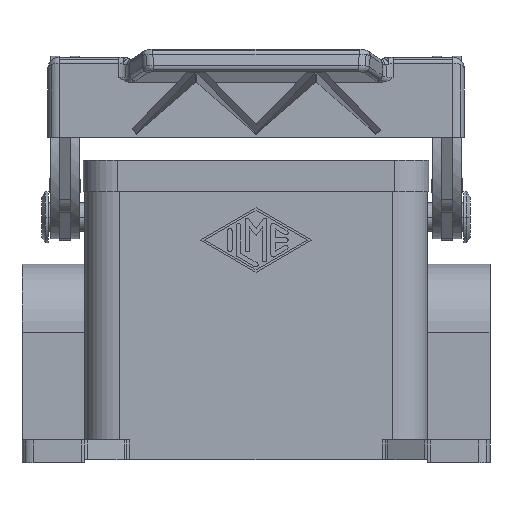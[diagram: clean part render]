
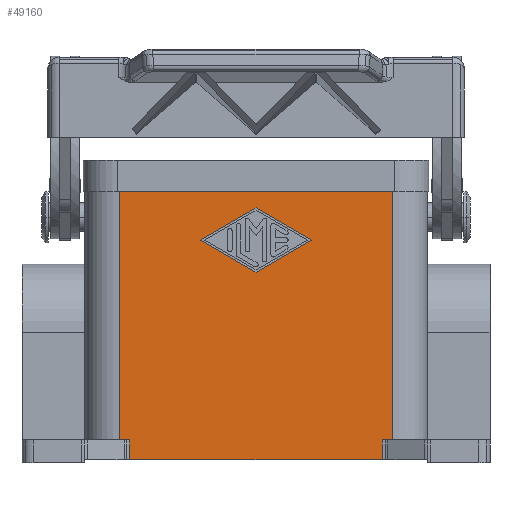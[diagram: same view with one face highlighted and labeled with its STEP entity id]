
A CAD part, front view. The second image highlights one B-rep face of the part: STEP entity #49160.
In plain terms, the highlighted planar face has unit normal (0, -1, 0).
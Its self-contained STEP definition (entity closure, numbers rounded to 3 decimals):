
#41780=CARTESIAN_POINT('',(-22.103,-21.75,-23.5));
#41790=VERTEX_POINT('',#41780);
#41820=CARTESIAN_POINT('',(22.103,-21.75,-23.5));
#41830=DIRECTION('',(-1.,0.,0.));
#41840=VECTOR('',#41830,44.206);
#41850=LINE('',#41820,#41840);
#41860=CARTESIAN_POINT('',(22.103,-21.75,-23.5));
#41870=VERTEX_POINT('',#41860);
#41880=EDGE_CURVE('',#41870,#41790,#41850,.T.);
#44870=CARTESIAN_POINT('',(-24.,-21.75,-20.));
#44880=VERTEX_POINT('',#44870);
#44910=CARTESIAN_POINT('',(-24.,-21.75,-20.));
#44920=DIRECTION('',(1.,0.,0.));
#44930=VECTOR('',#44920,1.897);
#44940=LINE('',#44910,#44930);
#44950=CARTESIAN_POINT('',(-22.103,-21.75,-20.));
#44960=VERTEX_POINT('',#44950);
#44970=EDGE_CURVE('',#44880,#44960,#44940,.T.);
#48170=CARTESIAN_POINT('',(22.103,-21.75,-20.));
#48180=DIRECTION('',(0.,0.,-1.));
#48190=VECTOR('',#48180,3.5);
#48200=LINE('',#48170,#48190);
#48210=CARTESIAN_POINT('',(22.103,-21.75,-20.));
#48220=VERTEX_POINT('',#48210);
#48230=EDGE_CURVE('',#48220,#41870,#48200,.T.);
#48360=CARTESIAN_POINT('',(24.,-21.75,1.5));
#48370=DIRECTION('',(0.,-1.,0.));
#48380=DIRECTION('',(0.,0.,-1.));
#48390=AXIS2_PLACEMENT_3D('',#48360,#48370,#48380);
#48400=PLANE('',#48390);
#48410=ORIENTED_EDGE('',*,*,#41880,.F.);
#48420=CARTESIAN_POINT('',(-22.103,-21.75,-23.5));
#48430=DIRECTION('',(0.,0.,1.));
#48440=VECTOR('',#48430,3.5);
#48450=LINE('',#48420,#48440);
#48460=EDGE_CURVE('',#41790,#44960,#48450,.T.);
#48470=ORIENTED_EDGE('',*,*,#48460,.F.);
#48480=ORIENTED_EDGE('',*,*,#44970,.T.);
#48490=CARTESIAN_POINT('',(-24.,-21.75,-20.));
#48500=DIRECTION('',(0.,0.,1.));
#48510=VECTOR('',#48500,43.5);
#48520=LINE('',#48490,#48510);
#48530=CARTESIAN_POINT('',(-24.,-21.75,23.5));
#48540=VERTEX_POINT('',#48530);
#48550=EDGE_CURVE('',#44880,#48540,#48520,.T.);
#48560=ORIENTED_EDGE('',*,*,#48550,.F.);
#48570=CARTESIAN_POINT('',(24.,-21.75,23.5));
#48580=DIRECTION('',(-1.,0.,0.));
#48590=VECTOR('',#48580,48.);
#48600=LINE('',#48570,#48590);
#48610=CARTESIAN_POINT('',(24.,-21.75,23.5));
#48620=VERTEX_POINT('',#48610);
#48630=EDGE_CURVE('',#48620,#48540,#48600,.T.);
#48640=ORIENTED_EDGE('',*,*,#48630,.T.);
#48650=CARTESIAN_POINT('',(24.,-21.75,-20.));
#48660=DIRECTION('',(0.,0.,1.));
#48670=VECTOR('',#48660,43.5);
#48680=LINE('',#48650,#48670);
#48690=CARTESIAN_POINT('',(24.,-21.75,-20.));
#48700=VERTEX_POINT('',#48690);
#48710=EDGE_CURVE('',#48700,#48620,#48680,.T.);
#48720=ORIENTED_EDGE('',*,*,#48710,.T.);
#48730=CARTESIAN_POINT('',(22.103,-21.75,-20.));
#48740=DIRECTION('',(1.,0.,0.));
#48750=VECTOR('',#48740,1.897);
#48760=LINE('',#48730,#48750);
#48770=EDGE_CURVE('',#48220,#48700,#48760,.T.);
#48780=ORIENTED_EDGE('',*,*,#48770,.T.);
#48790=ORIENTED_EDGE('',*,*,#48230,.F.);
#48800=EDGE_LOOP('',(#48790,#48780,#48720,#48640,#48560,#48480,#48470,
#48410));
#48810=FACE_OUTER_BOUND('',#48800,.T.);
#48820=CARTESIAN_POINT('',(9.75,-21.75,15.));
#48830=DIRECTION('',(-0.866,0.,-0.5));
#48840=VECTOR('',#48830,11.256);
#48850=LINE('',#48820,#48840);
#48860=CARTESIAN_POINT('',(9.75,-21.75,15.));
#48870=VERTEX_POINT('',#48860);
#48880=CARTESIAN_POINT('',(0.,-21.75,9.375));
#48890=VERTEX_POINT('',#48880);
#48900=EDGE_CURVE('',#48870,#48890,#48850,.T.);
#48910=ORIENTED_EDGE('',*,*,#48900,.T.);
#48920=CARTESIAN_POINT('',(0.,-21.75,20.625));
#48930=DIRECTION('',(0.866,0.,-0.5));
#48940=VECTOR('',#48930,11.256);
#48950=LINE('',#48920,#48940);
#48960=CARTESIAN_POINT('',(0.,-21.75,20.625));
#48970=VERTEX_POINT('',#48960);
#48980=EDGE_CURVE('',#48970,#48870,#48950,.T.);
#48990=ORIENTED_EDGE('',*,*,#48980,.T.);
#49000=CARTESIAN_POINT('',(-9.75,-21.75,15.));
#49010=DIRECTION('',(0.866,0.,0.5));
#49020=VECTOR('',#49010,11.256);
#49030=LINE('',#49000,#49020);
#49040=CARTESIAN_POINT('',(-9.75,-21.75,15.));
#49050=VERTEX_POINT('',#49040);
#49060=EDGE_CURVE('',#49050,#48970,#49030,.T.);
#49070=ORIENTED_EDGE('',*,*,#49060,.T.);
#49080=CARTESIAN_POINT('',(0.,-21.75,9.375));
#49090=DIRECTION('',(-0.866,0.,0.5));
#49100=VECTOR('',#49090,11.256);
#49110=LINE('',#49080,#49100);
#49120=EDGE_CURVE('',#48890,#49050,#49110,.T.);
#49130=ORIENTED_EDGE('',*,*,#49120,.T.);
#49140=EDGE_LOOP('',(#49130,#49070,#48990,#48910));
#49150=FACE_BOUND('',#49140,.T.);
#49160=ADVANCED_FACE('',(#48810,#49150),#48400,.T.);
